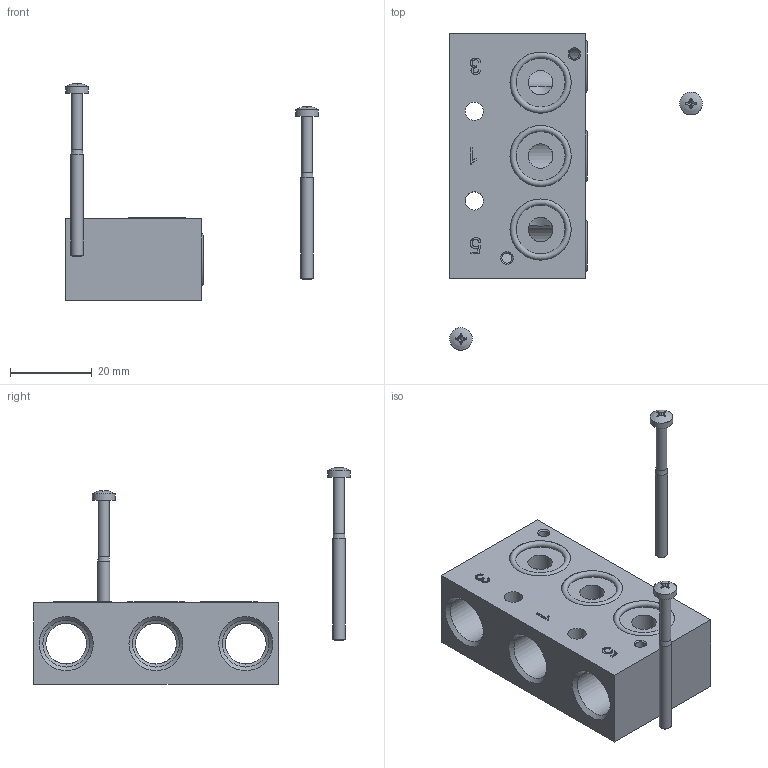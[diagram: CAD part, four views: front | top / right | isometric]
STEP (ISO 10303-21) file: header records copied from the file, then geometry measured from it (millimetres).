
FILE_DESCRIPTION( ( 'Unknown' ), '1' );
FILE_NAME( 'R 5 503 GR.stp', 'Unknown', ( 'Unknown' ), ( 'Unknown' ), 'PSStep 17.0.49', 'Unknown', ' ' );
FILE_SCHEMA( ( 'AUTOMOTIVE_DESIGN { 1 0 10303 214 1 1 1 1 }' ) );
Length unit declared in the file: millimetre
Products named in the file (12): Assem1; -oa0
Assembly tree (11 placements, depth 2):
  Assem1
    -oa0
    -oa0
    -oa0
    -oa0
    -oa0
    -oa0
    -oa0
    -oa0
    -oa0
    -oa0
    -oa0
Bounding box: 62 x 77.67 x 53.17 mm (x, y, z)
Surface area: 14243.3 mm2 (no closed solid volume)
Topology: 0 solids, 173 shells, 173 faces, 702 edges, 626 vertices
Faces by surface type: plane 90, cylinder 37, cone 30, extrusion 8, torus 6, sphere 2
Full cylindrical faces by diameter (mm): 2.459 x2, 2.693 x2, 3 x2, 3.242 x2, 4.134 x2, 4.5 x2, 5 x4, 5.6 x2, 6 x3, 10 x3, 11.445 x6, 13 x3, 15 x3
Entity records: 8435 total; most frequent: CARTESIAN_POINT 2982, DIRECTION 1090, VERTEX_POINT 591, ORIENTED_EDGE 580, EDGE_CURVE 580, AXIS2_PLACEMENT_3D 423, FACE_BOUND 279, EDGE_LOOP 268
